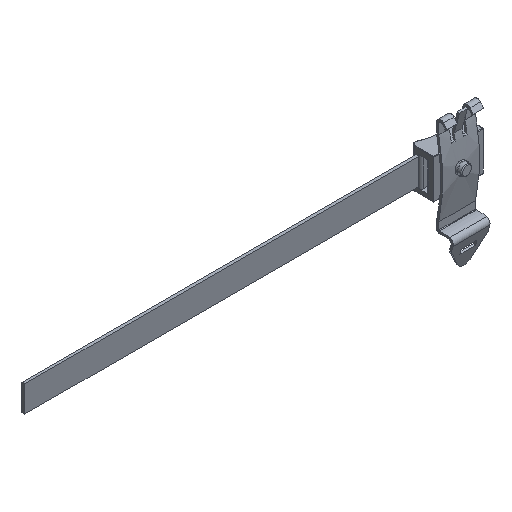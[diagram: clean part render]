
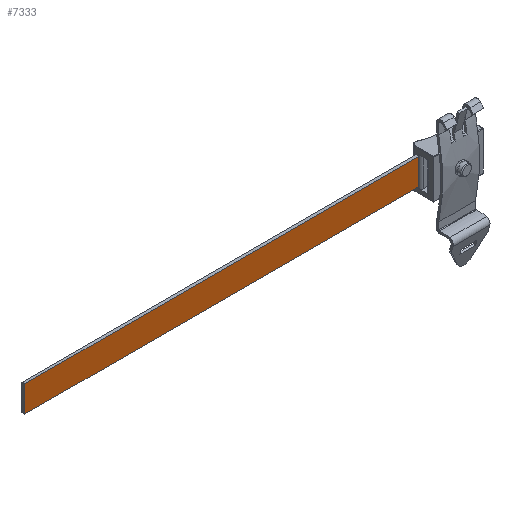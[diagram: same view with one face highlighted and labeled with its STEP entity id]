
A CAD part, isometric view. The second image highlights one B-rep face of the part: STEP entity #7333.
In plain terms, the highlighted planar face has unit normal (0, -1, 0).
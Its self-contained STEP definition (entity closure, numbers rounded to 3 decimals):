
#71 = AXIS2_PLACEMENT_3D ( 'NONE', #7095, #627, #1863 ) ;
#320 = EDGE_CURVE ( 'NONE', #951, #4433, #6584, .T. ) ;
#400 = ORIENTED_EDGE ( 'NONE', *, *, #1393, .T. ) ;
#506 = LINE ( 'NONE', #1170, #5972 ) ;
#589 = CARTESIAN_POINT ( 'NONE',  ( -136.027, 4.157, -12.562 ) ) ;
#627 = DIRECTION ( 'NONE',  ( 0., 1., 0. ) ) ;
#951 = VERTEX_POINT ( 'NONE', #6274 ) ;
#1170 = CARTESIAN_POINT ( 'NONE',  ( -136.027, 4.157, -22.562 ) ) ;
#1393 = EDGE_CURVE ( 'NONE', #5734, #951, #3428, .T. ) ;
#1499 = CARTESIAN_POINT ( 'NONE',  ( 13.973, 4.157, -22.562 ) ) ;
#1793 = PLANE ( 'NONE',  #71 ) ;
#1863 = DIRECTION ( 'NONE',  ( 1., 0., 0. ) ) ;
#1966 = CARTESIAN_POINT ( 'NONE',  ( -136.027, 4.157, -22.562 ) ) ;
#1981 = CARTESIAN_POINT ( 'NONE',  ( -136.027, 4.157, -12.562 ) ) ;
#2247 = VECTOR ( 'NONE', #4824, 1000. ) ;
#2255 = VECTOR ( 'NONE', #5751, 1000. ) ;
#2935 = ORIENTED_EDGE ( 'NONE', *, *, #3333, .F. ) ;
#3041 = FACE_OUTER_BOUND ( 'NONE', #7086, .T. ) ;
#3245 = VERTEX_POINT ( 'NONE', #4855 ) ;
#3333 = EDGE_CURVE ( 'NONE', #5734, #3245, #506, .T. ) ;
#3428 = LINE ( 'NONE', #6362, #2255 ) ;
#4433 = VERTEX_POINT ( 'NONE', #1981 ) ;
#4824 = DIRECTION ( 'NONE',  ( 0., 0., 1. ) ) ;
#4855 = CARTESIAN_POINT ( 'NONE',  ( -136.027, 4.157, -22.562 ) ) ;
#5130 = VECTOR ( 'NONE', #5299, 1000. ) ;
#5165 = ORIENTED_EDGE ( 'NONE', *, *, #320, .T. ) ;
#5299 = DIRECTION ( 'NONE',  ( -1., 0., 0. ) ) ;
#5467 = LINE ( 'NONE', #1966, #2247 ) ;
#5734 = VERTEX_POINT ( 'NONE', #1499 ) ;
#5751 = DIRECTION ( 'NONE',  ( 0., 0., 1. ) ) ;
#5922 = EDGE_CURVE ( 'NONE', #3245, #4433, #5467, .T. ) ;
#5972 = VECTOR ( 'NONE', #6402, 1000. ) ;
#6130 = ORIENTED_EDGE ( 'NONE', *, *, #5922, .F. ) ;
#6274 = CARTESIAN_POINT ( 'NONE',  ( 13.973, 4.157, -12.562 ) ) ;
#6362 = CARTESIAN_POINT ( 'NONE',  ( 13.973, 4.157, -22.562 ) ) ;
#6402 = DIRECTION ( 'NONE',  ( -1., 0., 0. ) ) ;
#6584 = LINE ( 'NONE', #589, #5130 ) ;
#7086 = EDGE_LOOP ( 'NONE', ( #5165, #6130, #2935, #400 ) ) ;
#7095 = CARTESIAN_POINT ( 'NONE',  ( -136.027, 4.157, -22.562 ) ) ;
#7333 = ADVANCED_FACE ( 'NONE', ( #3041 ), #1793, .F. ) ;
